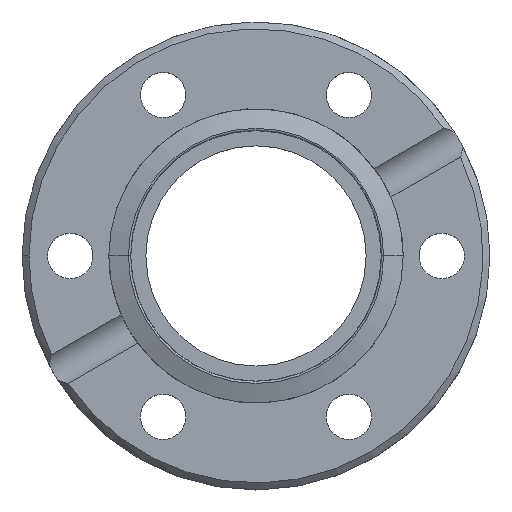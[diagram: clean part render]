
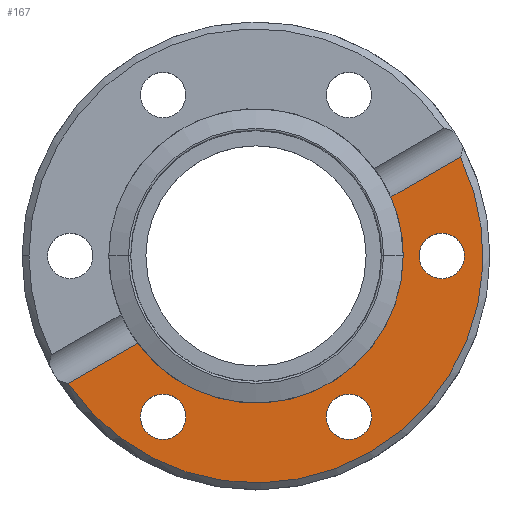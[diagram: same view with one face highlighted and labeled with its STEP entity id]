
A CAD part, top view. The second image highlights one B-rep face of the part: STEP entity #167.
In plain terms, the highlighted planar face has unit normal (0, 0, 1).
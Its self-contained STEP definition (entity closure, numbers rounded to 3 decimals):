
#1 = DIRECTION ( 'NONE',  ( 0., 0., 1. ) ) ;
#17 = FACE_BOUND ( 'NONE', #631, .T. ) ;
#33 = EDGE_CURVE ( 'NONE', #467, #2230, #1053, .T. ) ;
#42 = DIRECTION ( 'NONE',  ( -0.866, -0.5, 0. ) ) ;
#51 = EDGE_CURVE ( 'NONE', #794, #308, #513, .T. ) ;
#58 = AXIS2_PLACEMENT_3D ( 'NONE', #2299, #1158, #2492 ) ;
#94 = CIRCLE ( 'NONE', #160, 1.65 ) ;
#130 = EDGE_CURVE ( 'NONE', #624, #1093, #94, .T. ) ;
#140 = EDGE_CURVE ( 'NONE', #1710, #1684, #2139, .T. ) ;
#160 = AXIS2_PLACEMENT_3D ( 'NONE', #1757, #1572, #421 ) ;
#167 = ADVANCED_FACE ( 'NONE', ( #541, #1067, #2081, #17 ), #2334, .F. ) ;
#247 = DIRECTION ( 'NONE',  ( -1., 0., 0. ) ) ;
#276 = CARTESIAN_POINT ( 'NONE',  ( -19.511, -12.65, 0. ) ) ;
#295 = AXIS2_PLACEMENT_3D ( 'NONE', #1194, #2149, #989 ) ;
#308 = VERTEX_POINT ( 'NONE', #499 ) ;
#319 = AXIS2_PLACEMENT_3D ( 'NONE', #356, #1702, #549 ) ;
#331 = LINE ( 'NONE', #276, #848 ) ;
#337 = EDGE_CURVE ( 'NONE', #1226, #960, #1676, .T. ) ;
#356 = CARTESIAN_POINT ( 'NONE',  ( 0., 0., 0. ) ) ;
#421 = DIRECTION ( 'NONE',  ( 1., 0., 0. ) ) ;
#424 = CARTESIAN_POINT ( 'NONE',  ( -19.511, -12.65, 0. ) ) ;
#465 = DIRECTION ( 'NONE',  ( 0., 0., 1. ) ) ;
#467 = VERTEX_POINT ( 'NONE', #669 ) ;
#499 = CARTESIAN_POINT ( 'NONE',  ( -5.1, -11.691, 0. ) ) ;
#513 = CIRCLE ( 'NONE', #1245, 1.65 ) ;
#532 = VECTOR ( 'NONE', #42, 1000. ) ;
#541 = FACE_BOUND ( 'NONE', #724, .T. ) ;
#547 = ORIENTED_EDGE ( 'NONE', *, *, #337, .T. ) ;
#549 = DIRECTION ( 'NONE',  ( 1., 0., 0. ) ) ;
#572 = CARTESIAN_POINT ( 'NONE',  ( 8.4, -11.691, 0. ) ) ;
#624 = VERTEX_POINT ( 'NONE', #572 ) ;
#631 = EDGE_LOOP ( 'NONE', ( #667, #2311 ) ) ;
#667 = ORIENTED_EDGE ( 'NONE', *, *, #1127, .F. ) ;
#669 = CARTESIAN_POINT ( 'NONE',  ( -8.608, -6.355, 0. ) ) ;
#697 = CARTESIAN_POINT ( 'NONE',  ( 13.5, 0., 0. ) ) ;
#714 = CIRCLE ( 'NONE', #58, 1.65 ) ;
#724 = EDGE_LOOP ( 'NONE', ( #2440, #1206 ) ) ;
#747 = ORIENTED_EDGE ( 'NONE', *, *, #949, .T. ) ;
#794 = VERTEX_POINT ( 'NONE', #1528 ) ;
#805 = CARTESIAN_POINT ( 'NONE',  ( 0., 0., 0. ) ) ;
#848 = VECTOR ( 'NONE', #1436, 1000. ) ;
#892 = DIRECTION ( 'NONE',  ( 1., 0., 0. ) ) ;
#898 = ORIENTED_EDGE ( 'NONE', *, *, #961, .T. ) ;
#923 = ORIENTED_EDGE ( 'NONE', *, *, #33, .T. ) ;
#949 = EDGE_CURVE ( 'NONE', #1176, #1226, #331, .T. ) ;
#960 = VERTEX_POINT ( 'NONE', #1617 ) ;
#961 = EDGE_CURVE ( 'NONE', #960, #467, #1794, .T. ) ;
#989 = DIRECTION ( 'NONE',  ( 1., 0., 0. ) ) ;
#1051 = CARTESIAN_POINT ( 'NONE',  ( 0., 0., 0. ) ) ;
#1053 = LINE ( 'NONE', #424, #532 ) ;
#1067 = FACE_OUTER_BOUND ( 'NONE', #2245, .T. ) ;
#1093 = VERTEX_POINT ( 'NONE', #1420 ) ;
#1127 = EDGE_CURVE ( 'NONE', #308, #794, #1336, .T. ) ;
#1134 = DIRECTION ( 'NONE',  ( -1., 0., 0. ) ) ;
#1146 = AXIS2_PLACEMENT_3D ( 'NONE', #805, #2086, #1134 ) ;
#1158 = DIRECTION ( 'NONE',  ( 0., 0., 1. ) ) ;
#1176 = VERTEX_POINT ( 'NONE', #2224 ) ;
#1181 = CIRCLE ( 'NONE', #319, 16.5 ) ;
#1184 = CARTESIAN_POINT ( 'NONE',  ( 10.7, 0., 0. ) ) ;
#1194 = CARTESIAN_POINT ( 'NONE',  ( 13.5, 0., 0. ) ) ;
#1198 = AXIS2_PLACEMENT_3D ( 'NONE', #1184, #2165, #247 ) ;
#1206 = ORIENTED_EDGE ( 'NONE', *, *, #1353, .F. ) ;
#1226 = VERTEX_POINT ( 'NONE', #2029 ) ;
#1245 = AXIS2_PLACEMENT_3D ( 'NONE', #2204, #1, #1804 ) ;
#1246 = DIRECTION ( 'NONE',  ( -1., 0., 0. ) ) ;
#1336 = CIRCLE ( 'NONE', #2274, 1.65 ) ;
#1353 = EDGE_CURVE ( 'NONE', #1093, #624, #714, .T. ) ;
#1420 = CARTESIAN_POINT ( 'NONE',  ( 5.1, -11.691, 0. ) ) ;
#1436 = DIRECTION ( 'NONE',  ( -0.866, -0.5, 0. ) ) ;
#1528 = CARTESIAN_POINT ( 'NONE',  ( -8.4, -11.691, 0. ) ) ;
#1546 = ORIENTED_EDGE ( 'NONE', *, *, #140, .F. ) ;
#1550 = AXIS2_PLACEMENT_3D ( 'NONE', #697, #2035, #892 ) ;
#1561 = ORIENTED_EDGE ( 'NONE', *, *, #1853, .T. ) ;
#1572 = DIRECTION ( 'NONE',  ( 0., 0., 1. ) ) ;
#1614 = CARTESIAN_POINT ( 'NONE',  ( -6.75, -11.691, 0. ) ) ;
#1617 = CARTESIAN_POINT ( 'NONE',  ( 10.7, 0., 0. ) ) ;
#1676 = CIRCLE ( 'NONE', #1146, 10.7 ) ;
#1684 = VERTEX_POINT ( 'NONE', #1936 ) ;
#1702 = DIRECTION ( 'NONE',  ( 0., 0., 1. ) ) ;
#1710 = VERTEX_POINT ( 'NONE', #1954 ) ;
#1757 = CARTESIAN_POINT ( 'NONE',  ( 6.75, -11.691, 0. ) ) ;
#1794 = CIRCLE ( 'NONE', #2067, 10.7 ) ;
#1803 = DIRECTION ( 'NONE',  ( 1., 0., 0. ) ) ;
#1804 = DIRECTION ( 'NONE',  ( 1., 0., 0. ) ) ;
#1853 = EDGE_CURVE ( 'NONE', #2230, #1176, #1181, .T. ) ;
#1936 = CARTESIAN_POINT ( 'NONE',  ( 15.15, 0., 0. ) ) ;
#1938 = CARTESIAN_POINT ( 'NONE',  ( -13.652, -9.267, 0. ) ) ;
#1954 = CARTESIAN_POINT ( 'NONE',  ( 11.85, 0., 0. ) ) ;
#2029 = CARTESIAN_POINT ( 'NONE',  ( 9.808, 4.277, 0. ) ) ;
#2032 = EDGE_CURVE ( 'NONE', #1684, #1710, #2078, .T. ) ;
#2035 = DIRECTION ( 'NONE',  ( 0., 0., 1. ) ) ;
#2067 = AXIS2_PLACEMENT_3D ( 'NONE', #1051, #2392, #1246 ) ;
#2078 = CIRCLE ( 'NONE', #1550, 1.65 ) ;
#2081 = FACE_BOUND ( 'NONE', #2463, .T. ) ;
#2086 = DIRECTION ( 'NONE',  ( 0., 0., -1. ) ) ;
#2139 = CIRCLE ( 'NONE', #295, 1.65 ) ;
#2149 = DIRECTION ( 'NONE',  ( 0., 0., 1. ) ) ;
#2165 = DIRECTION ( 'NONE',  ( 0., 0., -1. ) ) ;
#2204 = CARTESIAN_POINT ( 'NONE',  ( -6.75, -11.691, 0. ) ) ;
#2224 = CARTESIAN_POINT ( 'NONE',  ( 14.852, 7.189, 0. ) ) ;
#2230 = VERTEX_POINT ( 'NONE', #1938 ) ;
#2245 = EDGE_LOOP ( 'NONE', ( #1561, #747, #547, #898, #923 ) ) ;
#2256 = ORIENTED_EDGE ( 'NONE', *, *, #2032, .F. ) ;
#2274 = AXIS2_PLACEMENT_3D ( 'NONE', #1614, #465, #1803 ) ;
#2299 = CARTESIAN_POINT ( 'NONE',  ( 6.75, -11.691, 0. ) ) ;
#2311 = ORIENTED_EDGE ( 'NONE', *, *, #51, .F. ) ;
#2334 = PLANE ( 'NONE',  #1198 ) ;
#2392 = DIRECTION ( 'NONE',  ( 0., 0., -1. ) ) ;
#2440 = ORIENTED_EDGE ( 'NONE', *, *, #130, .F. ) ;
#2463 = EDGE_LOOP ( 'NONE', ( #2256, #1546 ) ) ;
#2492 = DIRECTION ( 'NONE',  ( 1., 0., 0. ) ) ;
